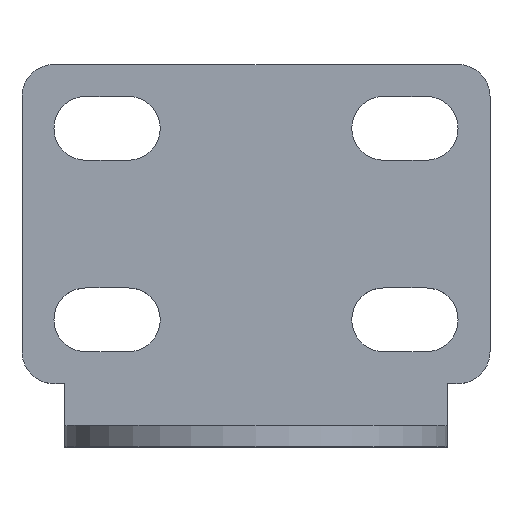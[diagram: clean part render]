
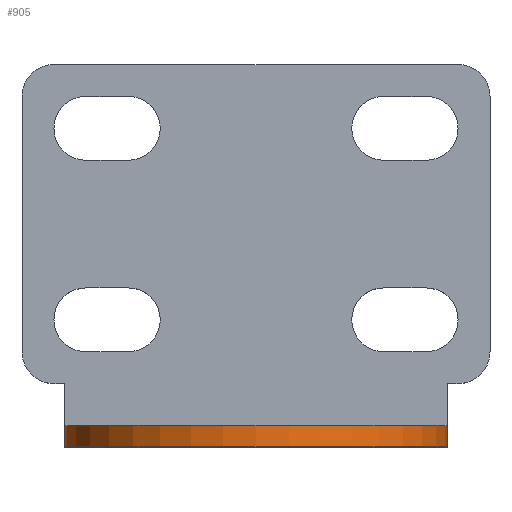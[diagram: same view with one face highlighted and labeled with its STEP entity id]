
A CAD part, top view. The second image highlights one B-rep face of the part: STEP entity #905.
In plain terms, the highlighted cylindrical face has radius 9 mm (diameter 18 mm), a partial arc.
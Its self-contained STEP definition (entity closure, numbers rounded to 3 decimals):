
#44 = CARTESIAN_POINT ( 'NONE',  ( -9., 25.083, 18.5 ) ) ;
#104 = DIRECTION ( 'NONE',  ( 0., -1., 0. ) ) ;
#133 = DIRECTION ( 'NONE',  ( 0., -1., 0. ) ) ;
#143 = EDGE_CURVE ( 'NONE', #1635, #1148, #1624, .T. ) ;
#226 = DIRECTION ( 'NONE',  ( 0., 0., -1. ) ) ;
#259 = EDGE_LOOP ( 'NONE', ( #1717, #1188, #904, #990 ) ) ;
#312 = LINE ( 'NONE', #44, #1304 ) ;
#328 = FACE_OUTER_BOUND ( 'NONE', #259, .T. ) ;
#335 = DIRECTION ( 'NONE',  ( 0., 0., -1. ) ) ;
#410 = AXIS2_PLACEMENT_3D ( 'NONE', #1507, #931, #226 ) ;
#427 = EDGE_CURVE ( 'NONE', #912, #1635, #720, .T. ) ;
#437 = AXIS2_PLACEMENT_3D ( 'NONE', #1051, #1319, #335 ) ;
#456 = DIRECTION ( 'NONE',  ( 0., -1., 0. ) ) ;
#525 = CARTESIAN_POINT ( 'NONE',  ( 9., 1., 18.5 ) ) ;
#709 = CARTESIAN_POINT ( 'NONE',  ( -9., 1., 18.5 ) ) ;
#720 = LINE ( 'NONE', #992, #1444 ) ;
#755 = CYLINDRICAL_SURFACE ( 'NONE', #410, 9. ) ;
#904 = ORIENTED_EDGE ( 'NONE', *, *, #1402, .T. ) ;
#905 = ADVANCED_FACE ( 'NONE', ( #328 ), #755, .T. ) ;
#910 = CARTESIAN_POINT ( 'NONE',  ( -9., 0., 18.5 ) ) ;
#912 = VERTEX_POINT ( 'NONE', #525 ) ;
#931 = DIRECTION ( 'NONE',  ( 0., -1., 0. ) ) ;
#990 = ORIENTED_EDGE ( 'NONE', *, *, #143, .F. ) ;
#992 = CARTESIAN_POINT ( 'NONE',  ( 9., 25.083, 18.5 ) ) ;
#1025 = VERTEX_POINT ( 'NONE', #709 ) ;
#1051 = CARTESIAN_POINT ( 'NONE',  ( 0., 0., 18.5 ) ) ;
#1148 = VERTEX_POINT ( 'NONE', #910 ) ;
#1188 = ORIENTED_EDGE ( 'NONE', *, *, #1653, .T. ) ;
#1304 = VECTOR ( 'NONE', #456, 1000. ) ;
#1319 = DIRECTION ( 'NONE',  ( 0., -1., 0. ) ) ;
#1384 = CIRCLE ( 'NONE', #1471, 9. ) ;
#1402 = EDGE_CURVE ( 'NONE', #1025, #1148, #312, .T. ) ;
#1444 = VECTOR ( 'NONE', #133, 1000. ) ;
#1471 = AXIS2_PLACEMENT_3D ( 'NONE', #1665, #104, #1525 ) ;
#1507 = CARTESIAN_POINT ( 'NONE',  ( 0., 25.083, 18.5 ) ) ;
#1525 = DIRECTION ( 'NONE',  ( 0., 0., 1. ) ) ;
#1624 = CIRCLE ( 'NONE', #437, 9. ) ;
#1635 = VERTEX_POINT ( 'NONE', #1741 ) ;
#1653 = EDGE_CURVE ( 'NONE', #912, #1025, #1384, .T. ) ;
#1665 = CARTESIAN_POINT ( 'NONE',  ( 0., 1., 18.5 ) ) ;
#1717 = ORIENTED_EDGE ( 'NONE', *, *, #427, .F. ) ;
#1741 = CARTESIAN_POINT ( 'NONE',  ( 9., 0., 18.5 ) ) ;
